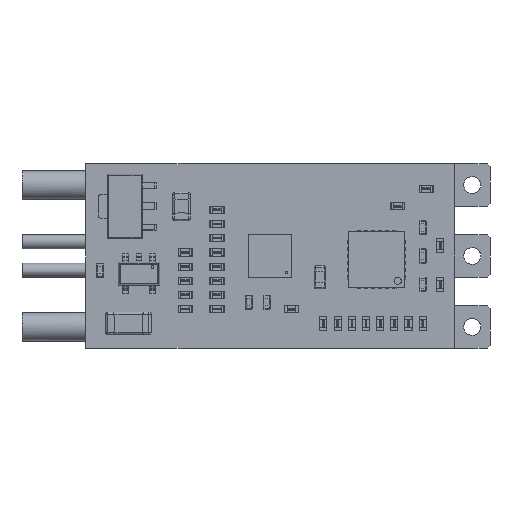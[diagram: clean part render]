
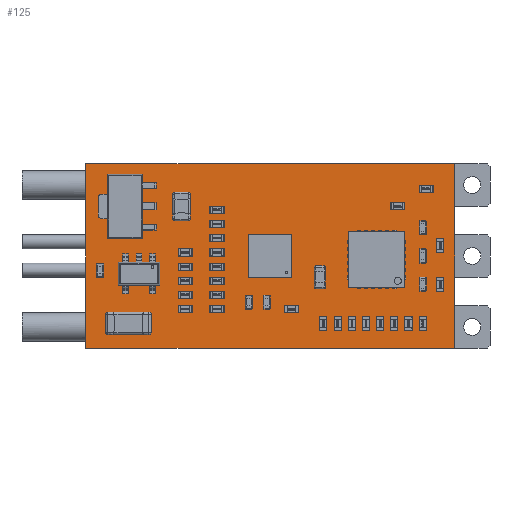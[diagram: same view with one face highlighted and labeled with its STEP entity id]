
A CAD part, front view. The second image highlights one B-rep face of the part: STEP entity #125.
In plain terms, the highlighted free-form (B-spline) face has degree [1, 1] with [2, 2] control points.
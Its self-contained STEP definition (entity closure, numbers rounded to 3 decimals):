
#22 = VERTEX_POINT('',#23);
#23 = CARTESIAN_POINT('',(0.,-2.35,0.));
#30 = EDGE_CURVE('',#22,#31,#33,.T.);
#31 = VERTEX_POINT('',#32);
#32 = CARTESIAN_POINT('',(0.,-2.35,
    18.402));
#33 = B_SPLINE_CURVE_WITH_KNOTS('',1,(#34,#35),.UNSPECIFIED.,.F.,.F.,(2,
    2),(0.,13.),.PIECEWISE_BEZIER_KNOTS.);
#34 = CARTESIAN_POINT('',(0.,-2.35,0.));
#35 = CARTESIAN_POINT('',(0.,-2.35,
    18.402));
#57 = EDGE_CURVE('',#58,#60,#62,.T.);
#58 = VERTEX_POINT('',#59);
#59 = CARTESIAN_POINT('',(36.804,-2.35,
    0.));
#60 = VERTEX_POINT('',#61);
#61 = CARTESIAN_POINT('',(36.804,-2.35,18.402
    ));
#62 = B_SPLINE_CURVE_WITH_KNOTS('',1,(#63,#64),.UNSPECIFIED.,.F.,.F.,(2,
    2),(-9.75,3.25),.PIECEWISE_BEZIER_KNOTS.);
#63 = CARTESIAN_POINT('',(36.804,-2.35,
    0.));
#64 = CARTESIAN_POINT('',(36.804,-2.35,18.402
    ));
#94 = EDGE_CURVE('',#58,#22,#95,.T.);
#95 = B_SPLINE_CURVE_WITH_KNOTS('',1,(#96,#97),.UNSPECIFIED.,.F.,.F.,(2,
    2),(2.3,28.3),.PIECEWISE_BEZIER_KNOTS.);
#96 = CARTESIAN_POINT('',(36.804,-2.35,0.));
#97 = CARTESIAN_POINT('',(0.,-2.35,0.));
#125 = ADVANCED_FACE('',(#126),#136,.F.);
#126 = FACE_BOUND('',#127,.T.);
#127 = EDGE_LOOP('',(#128,#129,#134,#135));
#128 = ORIENTED_EDGE('',*,*,#57,.T.);
#129 = ORIENTED_EDGE('',*,*,#130,.F.);
#130 = EDGE_CURVE('',#31,#60,#131,.T.);
#131 = B_SPLINE_CURVE_WITH_KNOTS('',1,(#132,#133),.UNSPECIFIED.,.F.,.F.,
  (2,2),(0.,26.),.PIECEWISE_BEZIER_KNOTS.);
#132 = CARTESIAN_POINT('',(0.,-2.35,
    18.402));
#133 = CARTESIAN_POINT('',(36.804,-2.35,
    18.402));
#134 = ORIENTED_EDGE('',*,*,#30,.F.);
#135 = ORIENTED_EDGE('',*,*,#94,.F.);
#136 = B_SPLINE_SURFACE_WITH_KNOTS('',1,1,(
    (#137,#138)
    ,(#139,#140
    )),.UNSPECIFIED.,.F.,.F.,.F.,(2,2),(2,2),(-15.441,
    10.559),(-6.5,6.5),.PIECEWISE_BEZIER_KNOTS.);
#137 = CARTESIAN_POINT('',(0.,-2.35,
    18.402));
#138 = CARTESIAN_POINT('',(0.,-2.35,
    0.));
#139 = CARTESIAN_POINT('',(36.804,-2.35,
    18.402));
#140 = CARTESIAN_POINT('',(36.804,-2.35,
    0.));
